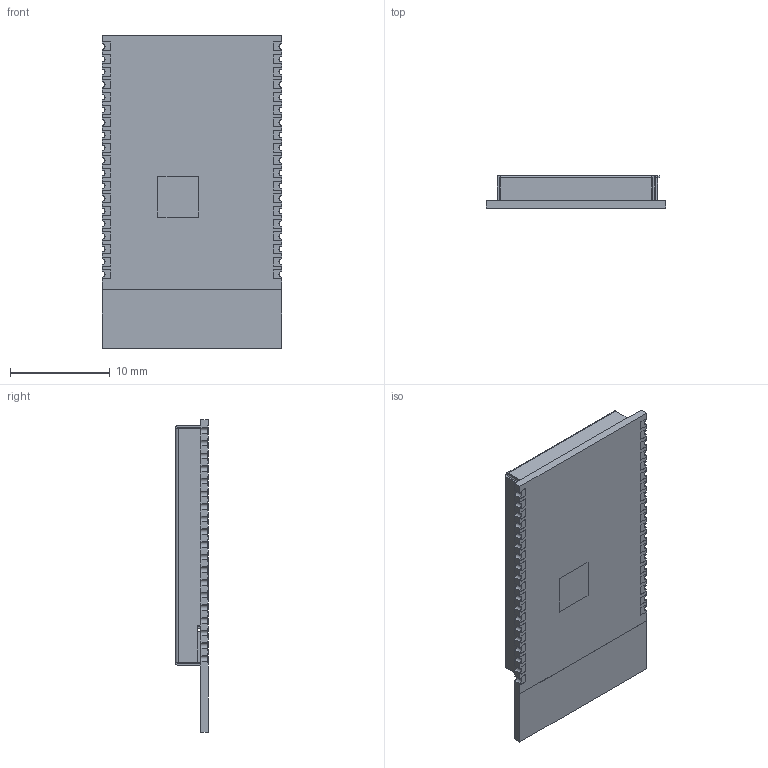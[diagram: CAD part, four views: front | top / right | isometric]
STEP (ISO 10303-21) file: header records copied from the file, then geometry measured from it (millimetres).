
FILE_DESCRIPTION (( 'STEP AP214' ), '1' );
FILE_NAME ('ESP-WROVER-KIT.STEP', '2021-10-29T09:32:44', ( '' ), ( '' ), 'SwSTEP 2.0', 'SolidWorks 2018', '' );
FILE_SCHEMA (( 'AUTOMOTIVE_DESIGN' ));
Length unit declared in the file: millimetre
Products named in the file (2): ESP-WROVER-KIT
Bounding box: 18 x 3.3 x 31.4 mm (x, y, z)
Volume: 554.5 mm3; surface area: 2509.1 mm2
Topology: 5 solids, 5 shells, 563 faces, 1651 edges, 1100 vertices
Faces by surface type: plane 498, cylinder 63, cone 2
Entity records: 24707 total; most frequent: CARTESIAN_POINT 3316, ORIENTED_EDGE 3302, DIRECTION 2909, EDGE_CURVE 1651, VECTOR 1523, LINE 1523, VERTEX_POINT 1100, AXIS2_PLACEMENT_3D 693
